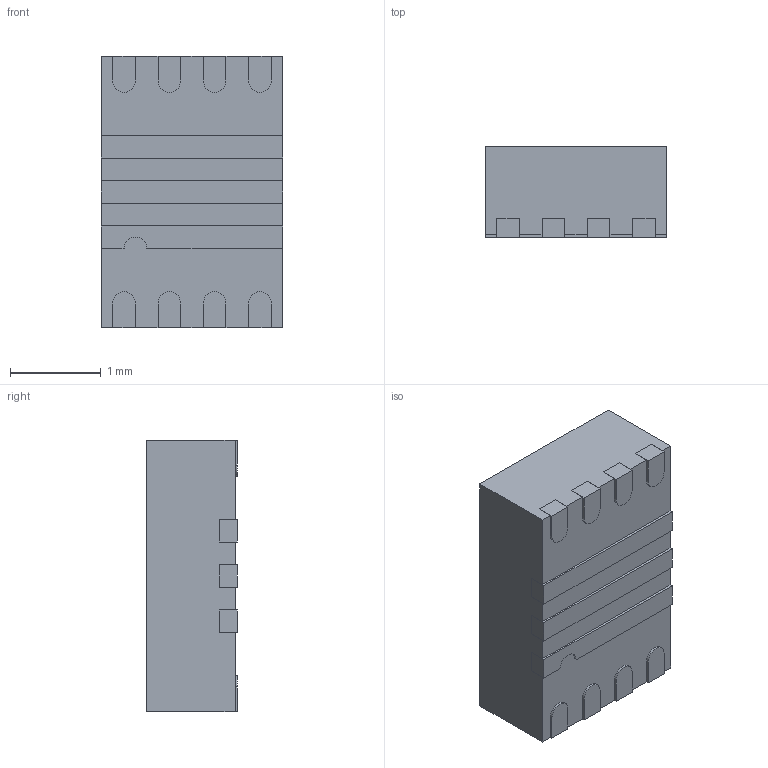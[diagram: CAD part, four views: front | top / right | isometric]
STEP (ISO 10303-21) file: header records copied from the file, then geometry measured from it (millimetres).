
FILE_DESCRIPTION (( 'STEP AP214' ), '1' );
FILE_NAME ('TI_TPS62135.step', '2018-11-03T15:16:22+00:00', 'Stefan Hamminga', '', '', '', '');
FILE_SCHEMA (( 'AUTOMOTIVE_DESIGN' ));
Length unit declared in the file: millimetre
Products named in the file (1): TI_TPS62135
Bounding box: 2 x 1 x 3 mm (x, y, z)
Volume: 5.9 mm3; surface area: 28.2 mm2
Topology: 12 solids, 12 shells, 163 faces, 418 edges, 280 vertices
Faces by surface type: plane 150, cylinder 13
Entity records: 5014 total; most frequent: CARTESIAN_POINT 862, ORIENTED_EDGE 836, DIRECTION 772, EDGE_CURVE 418, VECTOR 392, LINE 392, VERTEX_POINT 280, AXIS2_PLACEMENT_3D 190
